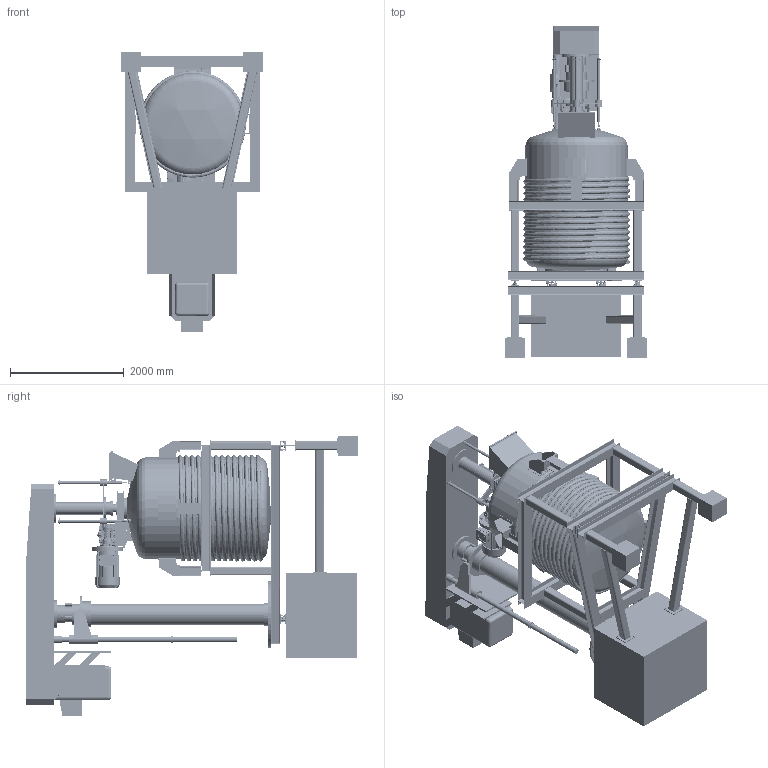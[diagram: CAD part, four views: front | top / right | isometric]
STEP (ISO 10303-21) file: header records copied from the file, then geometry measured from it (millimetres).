
FILE_DESCRIPTION(('FreeCAD Model'),'2;1');
FILE_NAME('Open CASCADE Shape Model','2025-05-08T07:48:13',('FreeCAD'),( 'FreeCAD'),'Open CASCADE STEP processor 7.6','FreeCAD','Unknown');
FILE_SCHEMA(('AUTOMOTIVE_DESIGN { 1 0 10303 214 1 1 1 1 }'));
Products named in the file (1): Open CASCADE STEP translator 7.6 1
Bounding box: 2506 x 5847 x 4944.02 mm (x, y, z)
Volume: 6339859330.8 mm3; surface area: 152727238 mm2
Topology: 255 solids, 257 shells, 5587 faces, 14187 edges, 9387 vertices
Faces by surface type: plane 3015, cylinder 1629, cone 421, torus 372, bspline 82, sphere 68
Full cylindrical faces by diameter (mm): 3.938 x1, 6 x34, 6.3 x6, 7 x24, 7.5 x51, 8 x8, 11 x26, 12 x52, 13 x52, 13.5 x4, 14 x42, 16 x16, 17 x36, 17.947 x2, 18 x24, 18.36 x16, 19 x4, 20 x22, 21.6 x2, 22 x20, 22.615 x4, 22.95 x12, 24.3 x2, 25 x18, 27 x12, 28 x25, 28.35 x4, 29 x4, 30 x7, 32.4 x8
Entity records: 198967 total; most frequent: CARTESIAN_POINT 62960, ORIENTED_EDGE 27958, DIRECTION 27831, EDGE_CURVE 13979, AXIS2_PLACEMENT_3D 10290, VERTEX_POINT 9325, LINE 7251, VECTOR 7251
